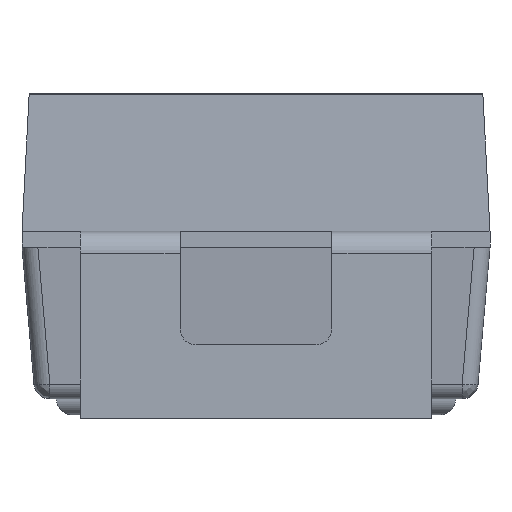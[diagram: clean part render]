
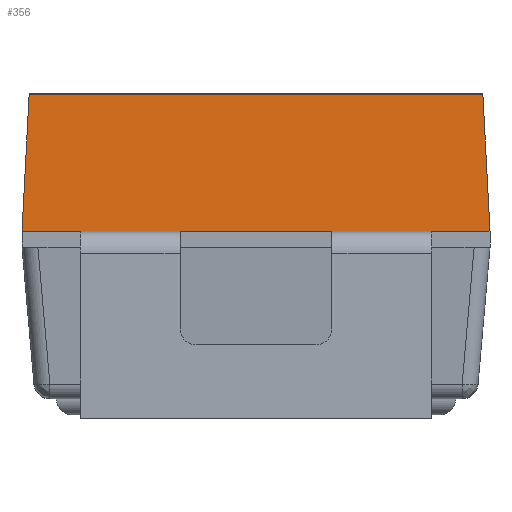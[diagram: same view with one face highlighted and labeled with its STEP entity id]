
A CAD part, left-side view. The second image highlights one B-rep face of the part: STEP entity #356.
In plain terms, the highlighted planar face has unit normal (-0.999, 0, 0.052).
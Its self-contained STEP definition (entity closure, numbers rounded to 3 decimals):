
#212 = VERTEX_POINT ( 'NONE', #5046 ) ;
#356 = ADVANCED_FACE ( 'NONE', ( #8596 ), #1259, .T. ) ;
#412 = DIRECTION ( 'NONE',  ( 0.052, 0., 0.999 ) ) ;
#930 = EDGE_CURVE ( 'NONE', #5840, #7038, #6161, .T. ) ;
#1071 = CARTESIAN_POINT ( 'NONE',  ( -1.7, -1.465, 1.17 ) ) ;
#1149 = CARTESIAN_POINT ( 'NONE',  ( -1.7, -1.465, 1.17 ) ) ;
#1160 = EDGE_CURVE ( 'NONE', #2908, #6129, #4221, .T. ) ;
#1185 = EDGE_LOOP ( 'NONE', ( #3735, #5002, #6325, #7856, #10388, #3512, #7073, #7934 ) ) ;
#1259 = PLANE ( 'NONE',  #2891 ) ;
#1604 = CARTESIAN_POINT ( 'NONE',  ( -1.7, 0.475, 1.17 ) ) ;
#1985 = DIRECTION ( 'NONE',  ( 0., 1., 0. ) ) ;
#2653 = VECTOR ( 'NONE', #1985, 1000. ) ;
#2891 = AXIS2_PLACEMENT_3D ( 'NONE', #1149, #7785, #412 ) ;
#2908 = VERTEX_POINT ( 'NONE', #8795 ) ;
#3041 = CARTESIAN_POINT ( 'NONE',  ( -1.655, 1.42, 2.03 ) ) ;
#3099 = DIRECTION ( 'NONE',  ( -0.052, 0.052, -0.997 ) ) ;
#3336 = VECTOR ( 'NONE', #4018, 1000. ) ;
#3512 = ORIENTED_EDGE ( 'NONE', *, *, #3642, .T. ) ;
#3642 = EDGE_CURVE ( 'NONE', #9355, #5840, #4404, .T. ) ;
#3656 = DIRECTION ( 'NONE',  ( 0., -1., 0. ) ) ;
#3735 = ORIENTED_EDGE ( 'NONE', *, *, #5938, .T. ) ;
#3756 = CARTESIAN_POINT ( 'NONE',  ( -1.7, -1.465, 1.17 ) ) ;
#4018 = DIRECTION ( 'NONE',  ( 0., -1., 0. ) ) ;
#4169 = DIRECTION ( 'NONE',  ( 0., -1., 0. ) ) ;
#4221 = LINE ( 'NONE', #5851, #4645 ) ;
#4404 = LINE ( 'NONE', #3756, #5201 ) ;
#4564 = LINE ( 'NONE', #5536, #8232 ) ;
#4645 = VECTOR ( 'NONE', #4169, 1000. ) ;
#4865 = VERTEX_POINT ( 'NONE', #7718 ) ;
#5002 = ORIENTED_EDGE ( 'NONE', *, *, #7978, .T. ) ;
#5046 = CARTESIAN_POINT ( 'NONE',  ( -1.655, 1.42, 2.03 ) ) ;
#5076 = CARTESIAN_POINT ( 'NONE',  ( -1.7, -1.1, 1.17 ) ) ;
#5201 = VECTOR ( 'NONE', #9840, 1000. ) ;
#5333 = LINE ( 'NONE', #1071, #8756 ) ;
#5536 = CARTESIAN_POINT ( 'NONE',  ( -1.7, -1.465, 1.17 ) ) ;
#5840 = VERTEX_POINT ( 'NONE', #5076 ) ;
#5851 = CARTESIAN_POINT ( 'NONE',  ( -1.7, -1.465, 1.17 ) ) ;
#5938 = EDGE_CURVE ( 'NONE', #10002, #212, #8624, .T. ) ;
#6056 = DIRECTION ( 'NONE',  ( 0.052, 0.052, 0.997 ) ) ;
#6129 = VERTEX_POINT ( 'NONE', #1604 ) ;
#6161 = LINE ( 'NONE', #10335, #10417 ) ;
#6205 = CARTESIAN_POINT ( 'NONE',  ( -1.7, -1.465, 1.17 ) ) ;
#6247 = LINE ( 'NONE', #3041, #9265 ) ;
#6325 = ORIENTED_EDGE ( 'NONE', *, *, #8567, .T. ) ;
#6721 = LINE ( 'NONE', #8222, #3336 ) ;
#7038 = VERTEX_POINT ( 'NONE', #6205 ) ;
#7073 = ORIENTED_EDGE ( 'NONE', *, *, #930, .T. ) ;
#7718 = CARTESIAN_POINT ( 'NONE',  ( -1.7, 1.465, 1.17 ) ) ;
#7785 = DIRECTION ( 'NONE',  ( -0.999, 0., 0.052 ) ) ;
#7856 = ORIENTED_EDGE ( 'NONE', *, *, #1160, .T. ) ;
#7934 = ORIENTED_EDGE ( 'NONE', *, *, #8953, .T. ) ;
#7970 = DIRECTION ( 'NONE',  ( 0., -1., 0. ) ) ;
#7978 = EDGE_CURVE ( 'NONE', #212, #4865, #6247, .T. ) ;
#8222 = CARTESIAN_POINT ( 'NONE',  ( -1.7, -1.465, 1.17 ) ) ;
#8232 = VECTOR ( 'NONE', #7970, 1000. ) ;
#8567 = EDGE_CURVE ( 'NONE', #4865, #2908, #4564, .T. ) ;
#8596 = FACE_OUTER_BOUND ( 'NONE', #1185, .T. ) ;
#8624 = LINE ( 'NONE', #9465, #2653 ) ;
#8736 = CARTESIAN_POINT ( 'NONE',  ( -1.7, -0.475, 1.17 ) ) ;
#8756 = VECTOR ( 'NONE', #6056, 1000. ) ;
#8795 = CARTESIAN_POINT ( 'NONE',  ( -1.7, 1.1, 1.17 ) ) ;
#8853 = EDGE_CURVE ( 'NONE', #6129, #9355, #6721, .T. ) ;
#8953 = EDGE_CURVE ( 'NONE', #7038, #10002, #5333, .T. ) ;
#9265 = VECTOR ( 'NONE', #3099, 1000. ) ;
#9355 = VERTEX_POINT ( 'NONE', #8736 ) ;
#9465 = CARTESIAN_POINT ( 'NONE',  ( -1.655, 1.42, 2.03 ) ) ;
#9840 = DIRECTION ( 'NONE',  ( 0., -1., 0. ) ) ;
#9851 = CARTESIAN_POINT ( 'NONE',  ( -1.655, -1.42, 2.03 ) ) ;
#10002 = VERTEX_POINT ( 'NONE', #9851 ) ;
#10335 = CARTESIAN_POINT ( 'NONE',  ( -1.7, -1.465, 1.17 ) ) ;
#10388 = ORIENTED_EDGE ( 'NONE', *, *, #8853, .T. ) ;
#10417 = VECTOR ( 'NONE', #3656, 1000. ) ;
